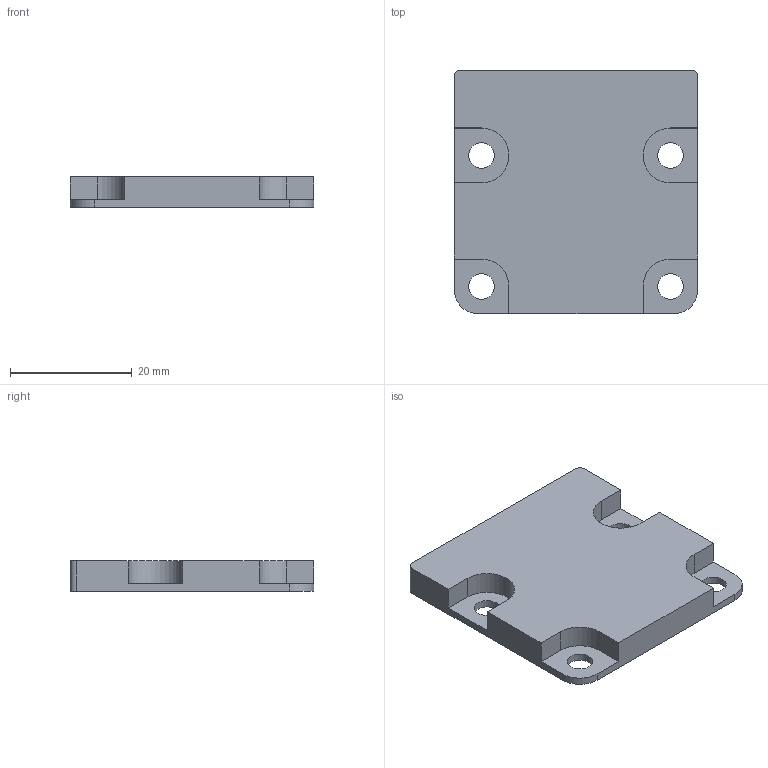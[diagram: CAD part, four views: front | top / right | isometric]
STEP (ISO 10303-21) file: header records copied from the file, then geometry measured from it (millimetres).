
FILE_DESCRIPTION(/* description */ (''),/* implementation_level */ '2;1');
FILE_NAME(/* name */ '14263_KriTec_Rollenschiene_8_Abdeckplatte_40x40.stp',/* time_stamp */ '2015-09-28T17:20:44+02:00',/* author */ ('kostic'),/* organization */ (''),/* preprocessor_version */ 'ST-DEVELOPER v15.2',/* originating_system */ 'Autodesk Inventor 2014',/* authorisation */ '');
FILE_SCHEMA (('CONFIG_CONTROL_DESIGN'));
Length unit declared in the file: millimetre
Products named in the file (1): 14263_KriTec_Rollenschiene_8_Abdeckplatte_40x40
Bounding box: 40 x 40 x 5 mm (x, y, z)
Volume: 6802.8 mm3; surface area: 4023.5 mm2
Topology: 1 solids, 1 shells, 30 faces, 86 edges, 58 vertices
Faces by surface type: plane 18, cylinder 12
Full cylindrical faces by diameter (mm): 4.2 x4
Entity records: 1020 total; most frequent: CARTESIAN_POINT 167, DIRECTION 166, ORIENTED_EDGE 160, EDGE_CURVE 80, LINE 56, VECTOR 56, VERTEX_POINT 56, AXIS2_PLACEMENT_3D 55
